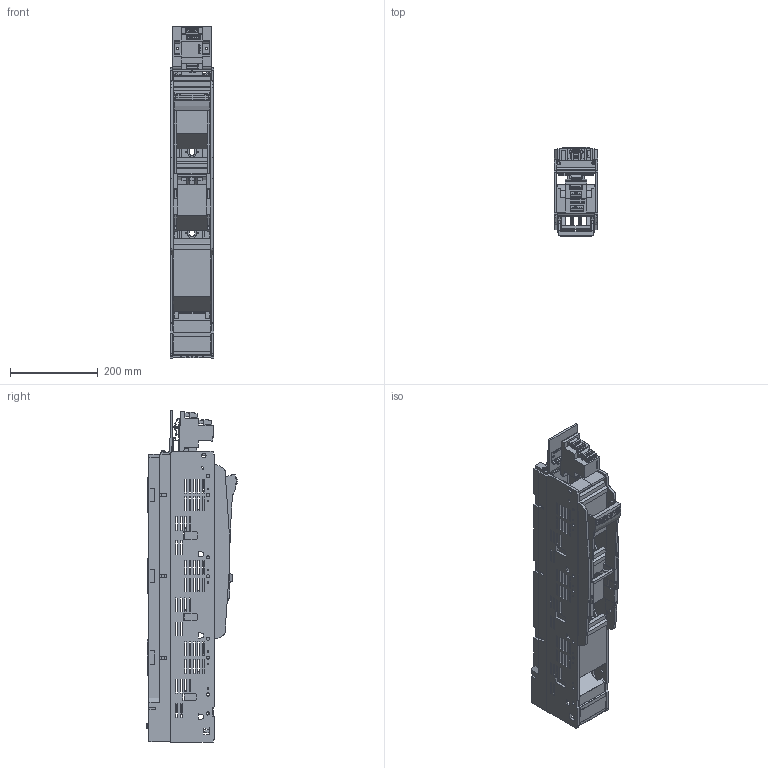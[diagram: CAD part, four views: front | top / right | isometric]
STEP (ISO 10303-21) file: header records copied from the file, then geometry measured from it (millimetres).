
FILE_DESCRIPTION(('CATIA V5 STEP'),'2;1');
FILE_NAME('L0798_NH_Wandlerlastschaltleiste_SL3_3x3_3A_ES00_3W_1_400_1_5_KL.stp','2019-02-01T10:05:25+00:00',('none'),('Jean Müller GmbH'),'CATIA Version 5 Release 19 SP 9 (IN-10)','CATIA V5 STEP AP214','none');
FILE_SCHEMA(('AUTOMOTIVE_DESIGN { 1 0 10303 214 1 1 1 1 }'));
Products named in the file (1): L0798_NH-Wandlerlastschaltleiste SL3-3x3/3A/ES00/3W/1/400-1/5/KL
Bounding box: 100 x 205.19 x 755.25 mm (x, y, z)
Volume: 3698233.6 mm3; surface area: 1290972.8 mm2
Topology: 16 solids, 28 shells, 4999 faces, 13782 edges, 8892 vertices
Faces by surface type: plane 4104, cylinder 697, bspline 108, cone 90
Entity records: 154613 total; most frequent: CARTESIAN_POINT 33485, ORIENTED_EDGE 27564, DIRECTION 20292, EDGE_CURVE 13782, VECTOR 11412, LINE 11412, VERTEX_POINT 8892, EDGE_LOOP 5620
